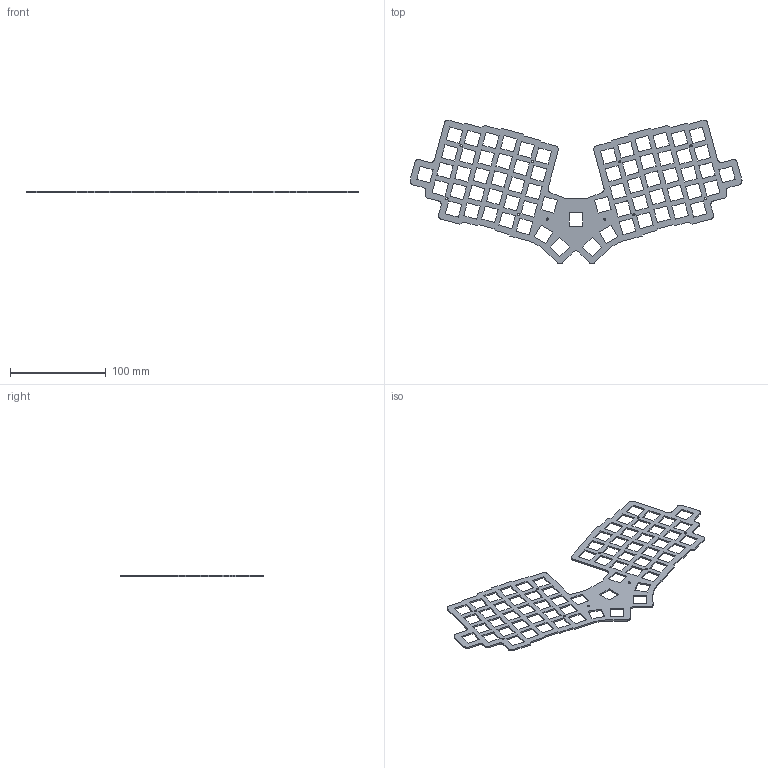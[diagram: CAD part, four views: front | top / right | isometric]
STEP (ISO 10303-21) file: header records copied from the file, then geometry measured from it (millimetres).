
FILE_DESCRIPTION(('KiCad electronic assembly'),'2;1');
FILE_NAME('TopPlate.step','2024-07-01T22:19:47',('Pcbnew'),('Kicad'), 'Open CASCADE STEP processor 7.7','KiCad to STEP converter','Unknown' );
FILE_SCHEMA(('AUTOMOTIVE_DESIGN { 1 0 10303 214 1 1 1 1 }'));
Length unit declared in the file: millimetre
Products named in the file (2): TopPlate 1; Ashwing66_topplate_PCB
Assembly tree (1 placements, depth 2):
  TopPlate 1
    Ashwing66_topplate_PCB
Bounding box: 346.57 x 149.86 x 1.6 mm (x, y, z)
Volume: 27548.2 mm3; surface area: 42192.2 mm2
Topology: 1 solids, 1 shells, 368 faces, 1098 edges, 732 vertices
Faces by surface type: plane 333, cylinder 35
Full cylindrical faces by diameter (mm): 2.3 x10
Entity records: 12517 total; most frequent: CARTESIAN_POINT 2200, ORIENTED_EDGE 2196, DIRECTION 1908, EDGE_CURVE 1098, LINE 1028, VECTOR 1028, VERTEX_POINT 732, FACE_BOUND 522
